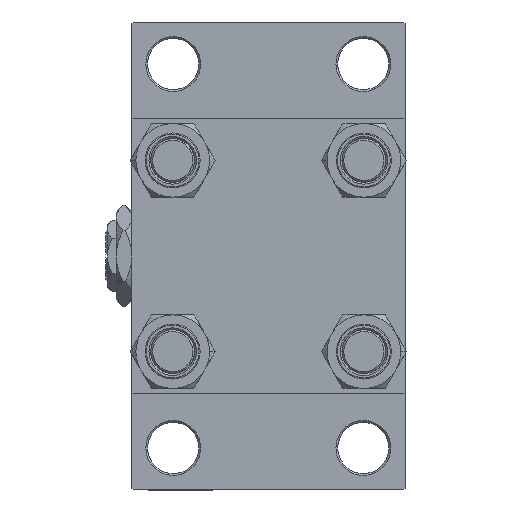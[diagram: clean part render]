
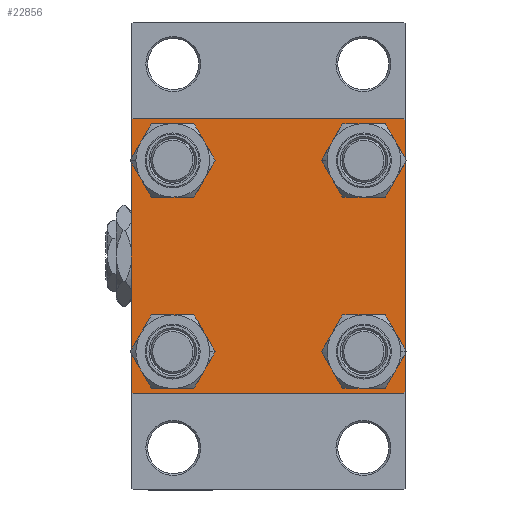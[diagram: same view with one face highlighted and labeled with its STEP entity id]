
A CAD part, left-side view. The second image highlights one B-rep face of the part: STEP entity #22856.
In plain terms, the highlighted planar face has unit normal (-1, 0, 0).
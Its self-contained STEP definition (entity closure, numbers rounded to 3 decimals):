
#1289 = LINE ( 'NONE', #47312, #39517 ) ;
#2205 = CARTESIAN_POINT ( 'NONE',  ( 0., 37.5, 37.5 ) ) ;
#2821 = VECTOR ( 'NONE', #46285, 1000. ) ;
#3070 = CARTESIAN_POINT ( 'NONE',  ( 0., 26.15, 19.65 ) ) ;
#3076 = FACE_BOUND ( 'NONE', #9733, .T. ) ;
#3176 = CARTESIAN_POINT ( 'NONE',  ( 0., -37.5, -37. ) ) ;
#3801 = EDGE_CURVE ( 'NONE', #5228, #13237, #1289, .T. ) ;
#4635 = DIRECTION ( 'NONE',  ( 0., 0.707, 0.707 ) ) ;
#5205 = ORIENTED_EDGE ( 'NONE', *, *, #41134, .T. ) ;
#5228 = VERTEX_POINT ( 'NONE', #40147 ) ;
#5388 = ORIENTED_EDGE ( 'NONE', *, *, #17917, .T. ) ;
#6483 = CIRCLE ( 'NONE', #27324, 6.5 ) ;
#6789 = CARTESIAN_POINT ( 'NONE',  ( 0., -37.5, 37. ) ) ;
#7052 = CARTESIAN_POINT ( 'NONE',  ( 0., 37.5, 37.5 ) ) ;
#7302 = EDGE_CURVE ( 'NONE', #37403, #15619, #19556, .T. ) ;
#7867 = CARTESIAN_POINT ( 'NONE',  ( 0., -26.15, -26.15 ) ) ;
#8996 = CARTESIAN_POINT ( 'NONE',  ( 0., 26.15, -32.65 ) ) ;
#9035 = VECTOR ( 'NONE', #4635, 1000. ) ;
#9386 = DIRECTION ( 'NONE',  ( 0., 0., 1. ) ) ;
#9651 = CARTESIAN_POINT ( 'NONE',  ( 0., 26.15, 26.15 ) ) ;
#9733 = EDGE_LOOP ( 'NONE', ( #11196, #13570 ) ) ;
#9927 = CARTESIAN_POINT ( 'NONE',  ( 0., -26.15, 19.65 ) ) ;
#10371 = CARTESIAN_POINT ( 'NONE',  ( 0., 37.5, -37.5 ) ) ;
#10373 = FACE_OUTER_BOUND ( 'NONE', #37718, .T. ) ;
#10849 = LINE ( 'NONE', #26666, #2821 ) ;
#11196 = ORIENTED_EDGE ( 'NONE', *, *, #42499, .T. ) ;
#11724 = CIRCLE ( 'NONE', #13336, 6.5 ) ;
#12845 = DIRECTION ( 'NONE',  ( 0., 0.707, -0.707 ) ) ;
#13230 = DIRECTION ( 'NONE',  ( 1., 0., 0. ) ) ;
#13237 = VERTEX_POINT ( 'NONE', #48373 ) ;
#13336 = AXIS2_PLACEMENT_3D ( 'NONE', #34024, #22945, #41817 ) ;
#13341 = DIRECTION ( 'NONE',  ( 0., 0., 1. ) ) ;
#13452 = VECTOR ( 'NONE', #25701, 1000. ) ;
#13570 = ORIENTED_EDGE ( 'NONE', *, *, #7302, .T. ) ;
#14124 = EDGE_CURVE ( 'NONE', #32607, #18696, #45335, .T. ) ;
#14147 = LINE ( 'NONE', #10371, #13452 ) ;
#14148 = CARTESIAN_POINT ( 'NONE',  ( 0., 0., 0. ) ) ;
#14174 = DIRECTION ( 'NONE',  ( 1., 0., 0. ) ) ;
#14706 = VERTEX_POINT ( 'NONE', #3176 ) ;
#15001 = VERTEX_POINT ( 'NONE', #33537 ) ;
#15619 = VERTEX_POINT ( 'NONE', #15790 ) ;
#15790 = CARTESIAN_POINT ( 'NONE',  ( 0., -26.15, -19.65 ) ) ;
#16711 = ORIENTED_EDGE ( 'NONE', *, *, #3801, .T. ) ;
#16823 = EDGE_CURVE ( 'NONE', #13237, #31689, #37645, .T. ) ;
#17650 = FACE_BOUND ( 'NONE', #19994, .T. ) ;
#17917 = EDGE_CURVE ( 'NONE', #18696, #32607, #34698, .T. ) ;
#18008 = VERTEX_POINT ( 'NONE', #6789 ) ;
#18217 = ORIENTED_EDGE ( 'NONE', *, *, #33420, .T. ) ;
#18696 = VERTEX_POINT ( 'NONE', #33807 ) ;
#18835 = EDGE_CURVE ( 'NONE', #18008, #25032, #23725, .T. ) ;
#19165 = CARTESIAN_POINT ( 'NONE',  ( 0., -37., 37.5 ) ) ;
#19540 = LINE ( 'NONE', #45478, #41229 ) ;
#19556 = CIRCLE ( 'NONE', #41245, 6.5 ) ;
#19561 = EDGE_CURVE ( 'NONE', #27851, #26010, #25932, .T. ) ;
#19994 = EDGE_LOOP ( 'NONE', ( #5388, #49413 ) ) ;
#20166 = EDGE_CURVE ( 'NONE', #31689, #15001, #41511, .T. ) ;
#20251 = AXIS2_PLACEMENT_3D ( 'NONE', #43839, #24961, #9386 ) ;
#20697 = EDGE_CURVE ( 'NONE', #18008, #14706, #19540, .T. ) ;
#20851 = ORIENTED_EDGE ( 'NONE', *, *, #16823, .T. ) ;
#21108 = CARTESIAN_POINT ( 'NONE',  ( 0., 26.15, 26.15 ) ) ;
#21554 = DIRECTION ( 'NONE',  ( 0., 0., -1. ) ) ;
#21631 = CARTESIAN_POINT ( 'NONE',  ( 0., 37.25, -37.25 ) ) ;
#22167 = DIRECTION ( 'NONE',  ( -1., 0., 0. ) ) ;
#22317 = DIRECTION ( 'NONE',  ( 0., 0., 1. ) ) ;
#22320 = VERTEX_POINT ( 'NONE', #27172 ) ;
#22856 = ADVANCED_FACE ( 'NONE', ( #37521, #3076, #45314, #17650, #10373 ), #29225, .T. ) ;
#22945 = DIRECTION ( 'NONE',  ( 1., 0., 0. ) ) ;
#22997 = DIRECTION ( 'NONE',  ( 1., 0., 0. ) ) ;
#23271 = ORIENTED_EDGE ( 'NONE', *, *, #19561, .T. ) ;
#23489 = CIRCLE ( 'NONE', #40340, 6.5 ) ;
#23725 = LINE ( 'NONE', #39073, #9035 ) ;
#24242 = AXIS2_PLACEMENT_3D ( 'NONE', #21108, #47795, #13341 ) ;
#24921 = ORIENTED_EDGE ( 'NONE', *, *, #18835, .T. ) ;
#24961 = DIRECTION ( 'NONE',  ( 1., 0., 0. ) ) ;
#25032 = VERTEX_POINT ( 'NONE', #19165 ) ;
#25424 = DIRECTION ( 'NONE',  ( 0., -0.707, -0.707 ) ) ;
#25701 = DIRECTION ( 'NONE',  ( 0., -1., 0. ) ) ;
#25932 = CIRCLE ( 'NONE', #41988, 6.5 ) ;
#26010 = VERTEX_POINT ( 'NONE', #27718 ) ;
#26666 = CARTESIAN_POINT ( 'NONE',  ( 0., -37.25, -37.25 ) ) ;
#26725 = VECTOR ( 'NONE', #25424, 1000. ) ;
#26770 = CARTESIAN_POINT ( 'NONE',  ( 0., 26.15, -26.15 ) ) ;
#27172 = CARTESIAN_POINT ( 'NONE',  ( 0., -26.15, 32.65 ) ) ;
#27324 = AXIS2_PLACEMENT_3D ( 'NONE', #47688, #13230, #28816 ) ;
#27718 = CARTESIAN_POINT ( 'NONE',  ( 0., 26.15, -19.65 ) ) ;
#27851 = VERTEX_POINT ( 'NONE', #8996 ) ;
#28816 = DIRECTION ( 'NONE',  ( 0., 0., 1. ) ) ;
#29005 = DIRECTION ( 'NONE',  ( 0., 0., 1. ) ) ;
#29225 = PLANE ( 'NONE',  #40483 ) ;
#29717 = DIRECTION ( 'NONE',  ( 0., 0., 1. ) ) ;
#29932 = EDGE_CURVE ( 'NONE', #48850, #22320, #11724, .T. ) ;
#30638 = VECTOR ( 'NONE', #21554, 1000. ) ;
#31230 = DIRECTION ( 'NONE',  ( 0., 0., 1. ) ) ;
#31449 = EDGE_LOOP ( 'NONE', ( #5205, #23271 ) ) ;
#31689 = VERTEX_POINT ( 'NONE', #42211 ) ;
#32607 = VERTEX_POINT ( 'NONE', #3070 ) ;
#33398 = DIRECTION ( 'NONE',  ( 1., 0., 0. ) ) ;
#33420 = EDGE_CURVE ( 'NONE', #15001, #48400, #14147, .T. ) ;
#33537 = CARTESIAN_POINT ( 'NONE',  ( 0., 37., -37.5 ) ) ;
#33807 = CARTESIAN_POINT ( 'NONE',  ( 0., 26.15, 32.65 ) ) ;
#34024 = CARTESIAN_POINT ( 'NONE',  ( 0., -26.15, 26.15 ) ) ;
#34698 = CIRCLE ( 'NONE', #24242, 6.5 ) ;
#36443 = CARTESIAN_POINT ( 'NONE',  ( 0., -37., -37.5 ) ) ;
#36605 = EDGE_CURVE ( 'NONE', #5228, #25032, #36970, .T. ) ;
#36970 = LINE ( 'NONE', #7052, #43264 ) ;
#37380 = ORIENTED_EDGE ( 'NONE', *, *, #20697, .F. ) ;
#37403 = VERTEX_POINT ( 'NONE', #37986 ) ;
#37521 = FACE_BOUND ( 'NONE', #43022, .T. ) ;
#37645 = LINE ( 'NONE', #2205, #30638 ) ;
#37718 = EDGE_LOOP ( 'NONE', ( #20851, #41109, #18217, #43962, #37380, #24921, #47830, #16711 ) ) ;
#37986 = CARTESIAN_POINT ( 'NONE',  ( 0., -26.15, -32.65 ) ) ;
#38349 = DIRECTION ( 'NONE',  ( 0., 0., 1. ) ) ;
#39073 = CARTESIAN_POINT ( 'NONE',  ( 0., -37.25, 37.25 ) ) ;
#39517 = VECTOR ( 'NONE', #12845, 1000. ) ;
#40147 = CARTESIAN_POINT ( 'NONE',  ( 0., 37., 37.5 ) ) ;
#40183 = ORIENTED_EDGE ( 'NONE', *, *, #29932, .T. ) ;
#40340 = AXIS2_PLACEMENT_3D ( 'NONE', #7867, #43052, #31230 ) ;
#40483 = AXIS2_PLACEMENT_3D ( 'NONE', #14148, #22167, #29717 ) ;
#41109 = ORIENTED_EDGE ( 'NONE', *, *, #20166, .T. ) ;
#41134 = EDGE_CURVE ( 'NONE', #26010, #27851, #6483, .T. ) ;
#41212 = ORIENTED_EDGE ( 'NONE', *, *, #42949, .T. ) ;
#41229 = VECTOR ( 'NONE', #46220, 1000. ) ;
#41245 = AXIS2_PLACEMENT_3D ( 'NONE', #45215, #33398, #22317 ) ;
#41511 = LINE ( 'NONE', #21631, #26725 ) ;
#41817 = DIRECTION ( 'NONE',  ( 0., 0., 1. ) ) ;
#41959 = CIRCLE ( 'NONE', #20251, 6.5 ) ;
#41988 = AXIS2_PLACEMENT_3D ( 'NONE', #26770, #22997, #38349 ) ;
#42211 = CARTESIAN_POINT ( 'NONE',  ( 0., 37.5, -37. ) ) ;
#42499 = EDGE_CURVE ( 'NONE', #15619, #37403, #23489, .T. ) ;
#42949 = EDGE_CURVE ( 'NONE', #22320, #48850, #41959, .T. ) ;
#43022 = EDGE_LOOP ( 'NONE', ( #41212, #40183 ) ) ;
#43052 = DIRECTION ( 'NONE',  ( 1., 0., 0. ) ) ;
#43264 = VECTOR ( 'NONE', #44778, 1000. ) ;
#43839 = CARTESIAN_POINT ( 'NONE',  ( 0., -26.15, 26.15 ) ) ;
#43962 = ORIENTED_EDGE ( 'NONE', *, *, #47374, .T. ) ;
#44778 = DIRECTION ( 'NONE',  ( 0., -1., 0. ) ) ;
#45215 = CARTESIAN_POINT ( 'NONE',  ( 0., -26.15, -26.15 ) ) ;
#45314 = FACE_BOUND ( 'NONE', #31449, .T. ) ;
#45335 = CIRCLE ( 'NONE', #46953, 6.5 ) ;
#45478 = CARTESIAN_POINT ( 'NONE',  ( 0., -37.5, 37.5 ) ) ;
#46220 = DIRECTION ( 'NONE',  ( 0., 0., -1. ) ) ;
#46285 = DIRECTION ( 'NONE',  ( 0., -0.707, 0.707 ) ) ;
#46953 = AXIS2_PLACEMENT_3D ( 'NONE', #9651, #14174, #29005 ) ;
#47312 = CARTESIAN_POINT ( 'NONE',  ( 0., 37.25, 37.25 ) ) ;
#47374 = EDGE_CURVE ( 'NONE', #48400, #14706, #10849, .T. ) ;
#47688 = CARTESIAN_POINT ( 'NONE',  ( 0., 26.15, -26.15 ) ) ;
#47795 = DIRECTION ( 'NONE',  ( 1., 0., 0. ) ) ;
#47830 = ORIENTED_EDGE ( 'NONE', *, *, #36605, .F. ) ;
#48373 = CARTESIAN_POINT ( 'NONE',  ( 0., 37.5, 37. ) ) ;
#48400 = VERTEX_POINT ( 'NONE', #36443 ) ;
#48850 = VERTEX_POINT ( 'NONE', #9927 ) ;
#49413 = ORIENTED_EDGE ( 'NONE', *, *, #14124, .T. ) ;
